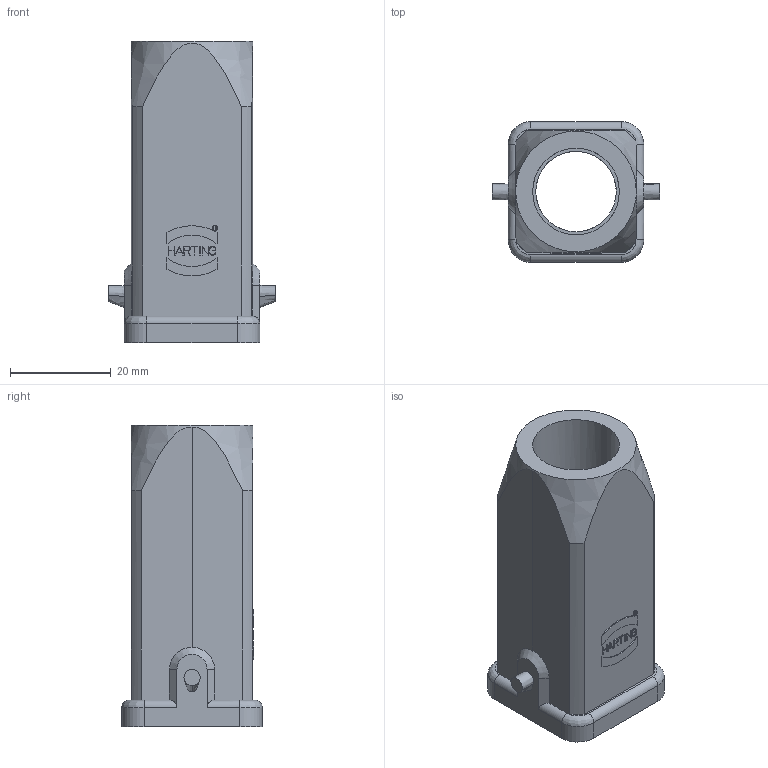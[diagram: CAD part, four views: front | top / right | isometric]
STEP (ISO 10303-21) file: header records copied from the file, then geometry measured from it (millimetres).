
FILE_DESCRIPTION(/* description */ (''),/* implementation_level */ '2;1');
FILE_NAME(/* name */ '100095192ugm000_c.stp',/* time_stamp */ '2019-10-31T14:03:46+01:00',/* author */ (''),/* organization */ (''),/* preprocessor_version */ 'ST-DEVELOPER v16.7',/* originating_system */ 'SIEMENS PLM Software NX 12.0',/* authorisation */ '');
FILE_SCHEMA (('AUTOMOTIVE_DESIGN { 1 0 10303 214 3 1 1 1 }'));
Length unit declared in the file: millimetre
Products named in the file (1): 100095192ugm000_c
Bounding box: 33.4 x 28 x 60 mm (x, y, z)
Volume: 10514.3 mm3; surface area: 11741.9 mm2
Topology: 1 solids, 1 shells, 193 faces, 515 edges, 346 vertices
Faces by surface type: plane 129, cylinder 40, bspline 17, cone 7
Full cylindrical faces by diameter (mm): 0.95 x1, 1.05 x1, 3.05 x1, 5.8 x1, 16 x1, 17.26 x1
Entity records: 7842 total; most frequent: CARTESIAN_POINT 2412, ORIENTED_EDGE 1006, DIRECTION 870, EDGE_CURVE 503, VERTEX_POINT 340, LINE 328, VECTOR 328, AXIS2_PLACEMENT_3D 271
